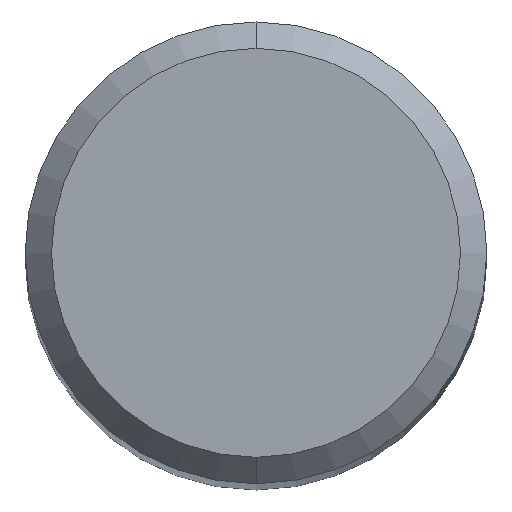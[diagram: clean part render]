
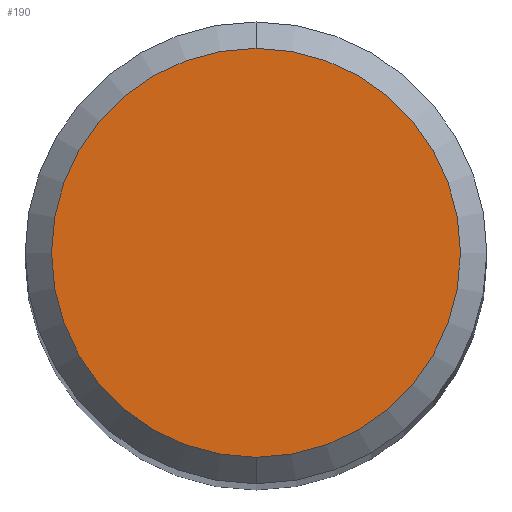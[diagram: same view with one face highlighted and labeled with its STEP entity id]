
A CAD part, top view. The second image highlights one B-rep face of the part: STEP entity #190.
In plain terms, the highlighted planar face has unit normal (0, 0, 1).
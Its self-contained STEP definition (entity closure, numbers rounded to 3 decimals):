
#140=EDGE_CURVE('',#204,#164,#292,.T.);
#164=VERTEX_POINT('',#318);
#190=ADVANCED_FACE('',(#349),#350,.T.);
#204=VERTEX_POINT('',#365);
#218=EDGE_CURVE('',#164,#204,#380,.T.);
#292=CIRCLE('',#459,3.1);
#318=CARTESIAN_POINT('',(0.,-3.1,0.0));
#349=FACE_OUTER_BOUND('',#531,.T.);
#350=PLANE('',#532);
#365=CARTESIAN_POINT('',(0.0,3.1,0.0));
#380=CIRCLE('',#570,3.1);
#459=AXIS2_PLACEMENT_3D('',#644,#645,#646);
#531=EDGE_LOOP('',(#713,#714));
#532=AXIS2_PLACEMENT_3D('',#715,#716,#717);
#570=AXIS2_PLACEMENT_3D('',#754,#755,#756);
#644=CARTESIAN_POINT('',(0.0,0.0,0.0));
#645=DIRECTION('',(0.0,0.0,-1.0));
#646=DIRECTION('',(0.0,1.0,0.0));
#713=ORIENTED_EDGE('',*,*,#140,.F.);
#714=ORIENTED_EDGE('',*,*,#218,.F.);
#715=CARTESIAN_POINT('',(0.0,1.55,0.0));
#716=DIRECTION('',(-0.0,0.0,1.0));
#717=DIRECTION('',(0.0,-1.0,0.0));
#754=CARTESIAN_POINT('',(0.0,0.0,0.0));
#755=DIRECTION('',(0.0,0.0,-1.0));
#756=DIRECTION('',(0.0,1.0,0.0));
